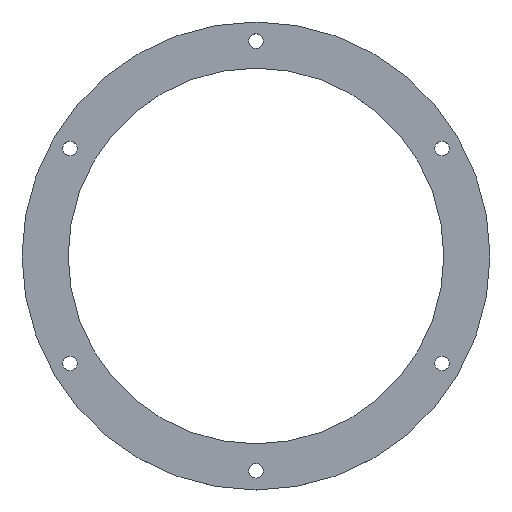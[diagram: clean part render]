
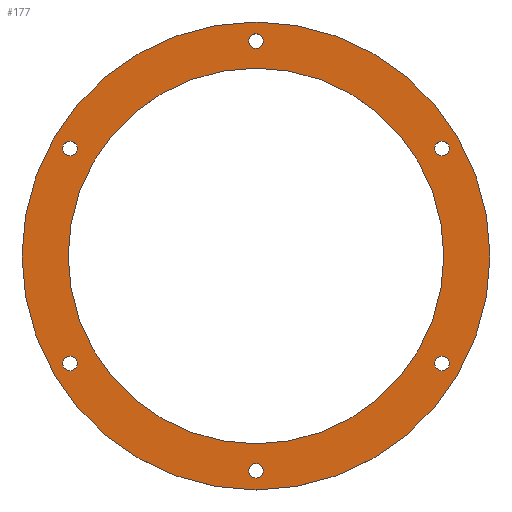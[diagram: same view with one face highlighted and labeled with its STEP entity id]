
A CAD part, top view. The second image highlights one B-rep face of the part: STEP entity #177.
In plain terms, the highlighted planar face has unit normal (0, 0, 1).
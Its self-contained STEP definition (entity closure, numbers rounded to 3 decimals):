
#15=PLANE('',#205);
#25=FACE_BOUND('',#66,.T.);
#26=FACE_BOUND('',#67,.T.);
#27=FACE_BOUND('',#68,.T.);
#28=FACE_BOUND('',#69,.T.);
#29=FACE_BOUND('',#70,.T.);
#30=FACE_BOUND('',#71,.T.);
#31=FACE_BOUND('',#72,.T.);
#47=FACE_OUTER_BOUND('',#65,.T.);
#65=EDGE_LOOP('',(#145));
#66=EDGE_LOOP('',(#146));
#67=EDGE_LOOP('',(#147));
#68=EDGE_LOOP('',(#148));
#69=EDGE_LOOP('',(#149));
#70=EDGE_LOOP('',(#150));
#71=EDGE_LOOP('',(#151));
#72=EDGE_LOOP('',(#152));
#81=CIRCLE('',#182,102.75);
#83=CIRCLE('',#185,4.);
#85=CIRCLE('',#188,4.);
#87=CIRCLE('',#191,4.);
#89=CIRCLE('',#194,4.);
#91=CIRCLE('',#197,4.);
#93=CIRCLE('',#200,4.);
#95=CIRCLE('',#203,128.);
#97=VERTEX_POINT('',#263);
#99=VERTEX_POINT('',#268);
#101=VERTEX_POINT('',#273);
#103=VERTEX_POINT('',#278);
#105=VERTEX_POINT('',#283);
#107=VERTEX_POINT('',#288);
#109=VERTEX_POINT('',#293);
#111=VERTEX_POINT('',#298);
#113=EDGE_CURVE('',#97,#97,#81,.T.);
#115=EDGE_CURVE('',#99,#99,#83,.T.);
#117=EDGE_CURVE('',#101,#101,#85,.T.);
#119=EDGE_CURVE('',#103,#103,#87,.T.);
#121=EDGE_CURVE('',#105,#105,#89,.T.);
#123=EDGE_CURVE('',#107,#107,#91,.T.);
#125=EDGE_CURVE('',#109,#109,#93,.T.);
#127=EDGE_CURVE('',#111,#111,#95,.T.);
#145=ORIENTED_EDGE('',*,*,#127,.F.);
#146=ORIENTED_EDGE('',*,*,#113,.T.);
#147=ORIENTED_EDGE('',*,*,#115,.T.);
#148=ORIENTED_EDGE('',*,*,#117,.T.);
#149=ORIENTED_EDGE('',*,*,#119,.T.);
#150=ORIENTED_EDGE('',*,*,#121,.T.);
#151=ORIENTED_EDGE('',*,*,#123,.T.);
#152=ORIENTED_EDGE('',*,*,#125,.T.);
#177=ADVANCED_FACE('',(#47,#25,#26,#27,#28,#29,#30,#31),#15,.F.);
#182=AXIS2_PLACEMENT_3D('',#264,#211,#212);
#185=AXIS2_PLACEMENT_3D('',#269,#217,#218);
#188=AXIS2_PLACEMENT_3D('',#274,#223,#224);
#191=AXIS2_PLACEMENT_3D('',#279,#229,#230);
#194=AXIS2_PLACEMENT_3D('',#284,#235,#236);
#197=AXIS2_PLACEMENT_3D('',#289,#241,#242);
#200=AXIS2_PLACEMENT_3D('',#294,#247,#248);
#203=AXIS2_PLACEMENT_3D('',#299,#253,#254);
#205=AXIS2_PLACEMENT_3D('',#302,#257,#258);
#211=DIRECTION('center_axis',(0.,0.,-1.));
#212=DIRECTION('ref_axis',(-1.,0.,0.));
#217=DIRECTION('center_axis',(0.,0.,-1.));
#218=DIRECTION('ref_axis',(-1.,0.,0.));
#223=DIRECTION('center_axis',(0.,0.,-1.));
#224=DIRECTION('ref_axis',(-1.,0.,0.));
#229=DIRECTION('center_axis',(0.,0.,-1.));
#230=DIRECTION('ref_axis',(-1.,0.,0.));
#235=DIRECTION('center_axis',(0.,0.,-1.));
#236=DIRECTION('ref_axis',(-1.,0.,0.));
#241=DIRECTION('center_axis',(0.,0.,-1.));
#242=DIRECTION('ref_axis',(-1.,0.,0.));
#247=DIRECTION('center_axis',(0.,0.,-1.));
#248=DIRECTION('ref_axis',(-1.,0.,0.));
#253=DIRECTION('center_axis',(0.,0.,-1.));
#254=DIRECTION('ref_axis',(-1.,0.,0.));
#257=DIRECTION('center_axis',(0.,0.,-1.));
#258=DIRECTION('ref_axis',(-1.,0.,0.));
#263=CARTESIAN_POINT('',(102.75,0.,4.));
#264=CARTESIAN_POINT('Origin',(0.,0.,4.));
#268=CARTESIAN_POINT('',(105.758,58.75,4.));
#269=CARTESIAN_POINT('Origin',(101.758,58.75,4.));
#273=CARTESIAN_POINT('',(105.758,-58.75,4.));
#274=CARTESIAN_POINT('Origin',(101.758,-58.75,4.));
#278=CARTESIAN_POINT('',(4.,-117.5,4.));
#279=CARTESIAN_POINT('Origin',(0.,-117.5,4.));
#283=CARTESIAN_POINT('',(-97.758,-58.75,4.));
#284=CARTESIAN_POINT('Origin',(-101.758,-58.75,4.));
#288=CARTESIAN_POINT('',(-97.758,58.75,4.));
#289=CARTESIAN_POINT('Origin',(-101.758,58.75,4.));
#293=CARTESIAN_POINT('',(4.,117.5,4.));
#294=CARTESIAN_POINT('Origin',(0.,117.5,4.));
#298=CARTESIAN_POINT('',(128.,0.,4.));
#299=CARTESIAN_POINT('Origin',(0.,0.,4.));
#302=CARTESIAN_POINT('Origin',(0.,0.,4.));
